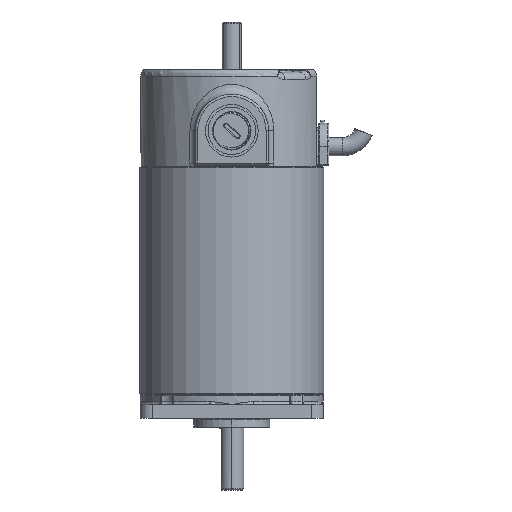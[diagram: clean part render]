
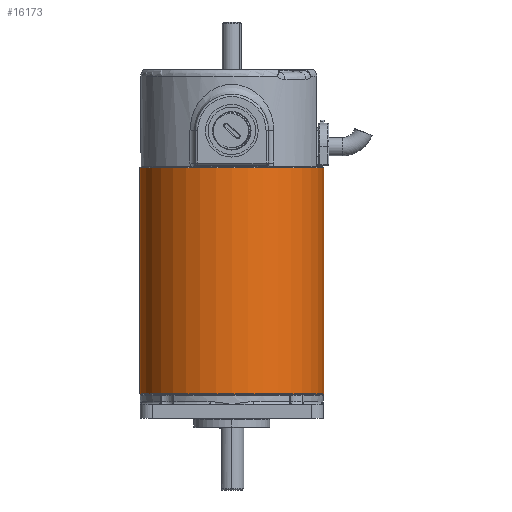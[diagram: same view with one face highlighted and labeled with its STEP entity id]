
A CAD part, left-side view. The second image highlights one B-rep face of the part: STEP entity #16173.
In plain terms, the highlighted cylindrical face has radius 30.671 mm (diameter 61.341 mm), a partial arc.
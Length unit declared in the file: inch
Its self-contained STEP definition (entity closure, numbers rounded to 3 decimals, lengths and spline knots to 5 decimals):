
#3437 = AXIS2_PLACEMENT_3D ( 'NONE', #7911, #7910, #7909 ) ;
#3638 = CARTESIAN_POINT ( 'NONE',  ( 0., -1.2075, 0.015 ) ) ;
#3641 = AXIS2_PLACEMENT_3D ( 'NONE', #17810, #17806, #17804 ) ;
#3821 = CARTESIAN_POINT ( 'NONE',  ( 0., 1.2075, 0.015 ) ) ;
#4094 = CARTESIAN_POINT ( 'NONE',  ( 0., -1.2075, 0. ) ) ;
#4103 = DIRECTION ( 'NONE',  ( 0., 0., -1. ) ) ;
#4147 = CARTESIAN_POINT ( 'NONE',  ( 0., 1.2075, 0. ) ) ;
#4158 = DIRECTION ( 'NONE',  ( 0., 0., -1. ) ) ;
#4521 = CARTESIAN_POINT ( 'NONE',  ( 0., 1.2075, 2.985 ) ) ;
#4525 = CARTESIAN_POINT ( 'NONE',  ( 0., -1.2075, 2.985 ) ) ;
#5030 = DIRECTION ( 'NONE',  ( 0., 1., 0. ) ) ;
#5034 = DIRECTION ( 'NONE',  ( 0., 0., -1. ) ) ;
#5037 = CARTESIAN_POINT ( 'NONE',  ( 0., 0., 0.015 ) ) ;
#5250 = EDGE_CURVE ( 'NONE', #10081, #9989, #10899, .T. ) ;
#5376 = AXIS2_PLACEMENT_3D ( 'NONE', #5037, #5034, #5030 ) ;
#7909 = DIRECTION ( 'NONE',  ( 0., 1., 0. ) ) ;
#7910 = DIRECTION ( 'NONE',  ( 0., 0., -1. ) ) ;
#7911 = CARTESIAN_POINT ( 'NONE',  ( 0., 0., 2.985 ) ) ;
#9989 = VERTEX_POINT ( 'NONE', #3821 ) ;
#10081 = VERTEX_POINT ( 'NONE', #3638 ) ;
#10084 = VERTEX_POINT ( 'NONE', #4525 ) ;
#10090 = VERTEX_POINT ( 'NONE', #4521 ) ;
#10595 = VECTOR ( 'NONE', #4103, 39.37008 ) ;
#10601 = LINE ( 'NONE', #4094, #10595 ) ;
#10623 = VECTOR ( 'NONE', #4158, 39.37008 ) ;
#10636 = LINE ( 'NONE', #4147, #10623 ) ;
#10899 = CIRCLE ( 'NONE', #5376, 1.2075 ) ;
#11566 = EDGE_CURVE ( 'NONE', #10090, #9989, #10636, .T. ) ;
#11575 = EDGE_CURVE ( 'NONE', #10084, #10081, #10601, .T. ) ;
#15751 = EDGE_LOOP ( 'NONE', ( #21804, #21805, #21806, #21807 ) ) ;
#16173 = ADVANCED_FACE ( 'NONE', ( #17608 ), #17607, .T. ) ;
#17114 = CIRCLE ( 'NONE', #3437, 1.2075 ) ;
#17607 = CYLINDRICAL_SURFACE ( 'NONE', #3641, 1.2075 ) ;
#17608 = FACE_OUTER_BOUND ( 'NONE', #15751, .T. ) ;
#17804 = DIRECTION ( 'NONE',  ( 0., 1., 0. ) ) ;
#17806 = DIRECTION ( 'NONE',  ( 0., 0., -1. ) ) ;
#17810 = CARTESIAN_POINT ( 'NONE',  ( 0., 0., 0. ) ) ;
#18590 = EDGE_CURVE ( 'NONE', #10084, #10090, #17114, .T. ) ;
#21804 = ORIENTED_EDGE ( 'NONE', *, *, #11575, .F. ) ;
#21805 = ORIENTED_EDGE ( 'NONE', *, *, #18590, .T. ) ;
#21806 = ORIENTED_EDGE ( 'NONE', *, *, #11566, .T. ) ;
#21807 = ORIENTED_EDGE ( 'NONE', *, *, #5250, .F. ) ;
